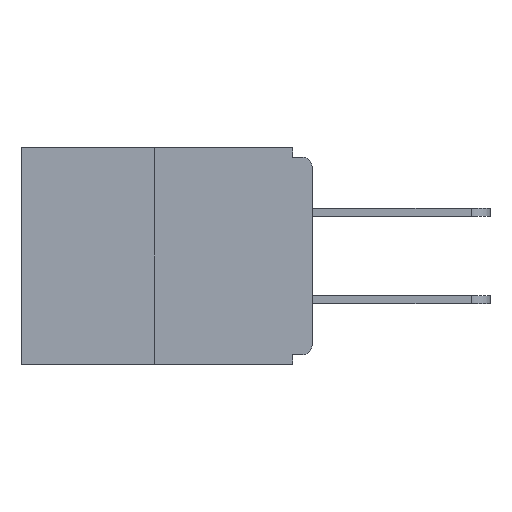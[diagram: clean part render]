
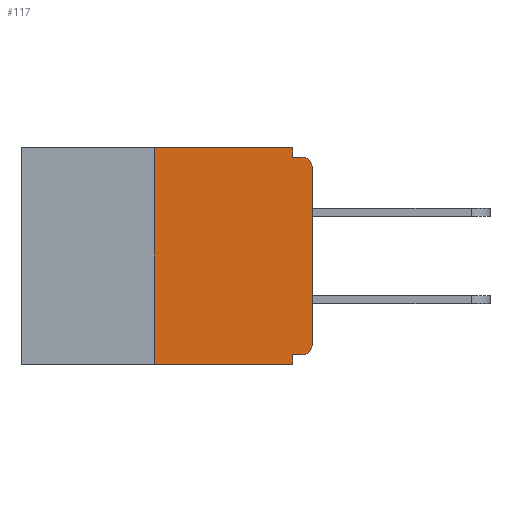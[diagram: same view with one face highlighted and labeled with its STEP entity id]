
A CAD part, left-side view. The second image highlights one B-rep face of the part: STEP entity #117.
In plain terms, the highlighted planar face has unit normal (-1, 0, 0).
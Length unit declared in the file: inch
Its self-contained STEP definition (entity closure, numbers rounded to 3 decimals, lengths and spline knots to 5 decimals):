
#36 = ORIENTED_EDGE ( 'NONE', *, *, #23631, .T. ) ;
#117 = ADVANCED_FACE ( 'NONE', ( #11362 ), #29415, .F. ) ;
#206 = ORIENTED_EDGE ( 'NONE', *, *, #25725, .T. ) ;
#438 = LINE ( 'NONE', #1227, #17542 ) ;
#630 = CARTESIAN_POINT ( 'NONE',  ( 0., 0.031, -0.328 ) ) ;
#1227 = CARTESIAN_POINT ( 'NONE',  ( 0., 0.25, 0. ) ) ;
#1314 = VERTEX_POINT ( 'NONE', #12047 ) ;
#1581 = EDGE_CURVE ( 'NONE', #12110, #7872, #13785, .T. ) ;
#2355 = DIRECTION ( 'NONE',  ( 0., -1., 0. ) ) ;
#2408 = AXIS2_PLACEMENT_3D ( 'NONE', #18601, #4936, #18696 ) ;
#2612 = VERTEX_POINT ( 'NONE', #19837 ) ;
#2806 = LINE ( 'NONE', #5832, #26395 ) ;
#3637 = EDGE_CURVE ( 'NONE', #2612, #11545, #16840, .T. ) ;
#3708 = VECTOR ( 'NONE', #2355, 39.37008 ) ;
#3917 = ORIENTED_EDGE ( 'NONE', *, *, #9920, .F. ) ;
#4510 = ORIENTED_EDGE ( 'NONE', *, *, #27641, .T. ) ;
#4569 = DIRECTION ( 'NONE',  ( -1., 0., 0. ) ) ;
#4850 = CIRCLE ( 'NONE', #9261, 0.015 ) ;
#4936 = DIRECTION ( 'NONE',  ( 1., 0., 0. ) ) ;
#5205 = VECTOR ( 'NONE', #29123, 39.37008 ) ;
#5548 = DIRECTION ( 'NONE',  ( 0., 0., -1. ) ) ;
#5832 = CARTESIAN_POINT ( 'NONE',  ( 0., 0.031, 0. ) ) ;
#6631 = VERTEX_POINT ( 'NONE', #24918 ) ;
#7091 = CARTESIAN_POINT ( 'NONE',  ( 0., 0., -0.03 ) ) ;
#7872 = VERTEX_POINT ( 'NONE', #630 ) ;
#8443 = CARTESIAN_POINT ( 'NONE',  ( 0., 0.031, -0.343 ) ) ;
#8510 = LINE ( 'NONE', #11059, #28171 ) ;
#8516 = ORIENTED_EDGE ( 'NONE', *, *, #13824, .F. ) ;
#8571 = CARTESIAN_POINT ( 'NONE',  ( 0., 0., -0.328 ) ) ;
#8776 = DIRECTION ( 'NONE',  ( 0., 0., -1. ) ) ;
#9230 = DIRECTION ( 'NONE',  ( 0., 0., -1. ) ) ;
#9261 = AXIS2_PLACEMENT_3D ( 'NONE', #25050, #4569, #20535 ) ;
#9713 = VECTOR ( 'NONE', #13596, 39.37008 ) ;
#9920 = EDGE_CURVE ( 'NONE', #7872, #1314, #17695, .T. ) ;
#11059 = CARTESIAN_POINT ( 'NONE',  ( 0., 0., 0. ) ) ;
#11362 = FACE_OUTER_BOUND ( 'NONE', #19626, .T. ) ;
#11393 = CARTESIAN_POINT ( 'NONE',  ( 0., 0.46, 0. ) ) ;
#11545 = VERTEX_POINT ( 'NONE', #13163 ) ;
#12047 = CARTESIAN_POINT ( 'NONE',  ( 0., 0.031, -0.343 ) ) ;
#12110 = VERTEX_POINT ( 'NONE', #12389 ) ;
#12389 = CARTESIAN_POINT ( 'NONE',  ( 0., 0.015, -0.328 ) ) ;
#12393 = VECTOR ( 'NONE', #9230, 39.37008 ) ;
#12784 = ORIENTED_EDGE ( 'NONE', *, *, #3637, .F. ) ;
#13163 = CARTESIAN_POINT ( 'NONE',  ( 0., 0.031, 0. ) ) ;
#13164 = ORIENTED_EDGE ( 'NONE', *, *, #17890, .T. ) ;
#13596 = DIRECTION ( 'NONE',  ( 0., -1., 0. ) ) ;
#13785 = LINE ( 'NONE', #8571, #5205 ) ;
#13824 = EDGE_CURVE ( 'NONE', #27159, #2612, #438, .T. ) ;
#14463 = VECTOR ( 'NONE', #21312, 39.37008 ) ;
#15737 = CARTESIAN_POINT ( 'NONE',  ( 0., 0.015, -0.03 ) ) ;
#16840 = LINE ( 'NONE', #11393, #9713 ) ;
#16864 = CARTESIAN_POINT ( 'NONE',  ( 0., 0.46, -0.343 ) ) ;
#17542 = VECTOR ( 'NONE', #21898, 39.37008 ) ;
#17635 = LINE ( 'NONE', #16864, #14463 ) ;
#17695 = LINE ( 'NONE', #8443, #12393 ) ;
#17775 = ORIENTED_EDGE ( 'NONE', *, *, #23272, .F. ) ;
#17890 = EDGE_CURVE ( 'NONE', #12110, #6631, #4850, .T. ) ;
#18601 = CARTESIAN_POINT ( 'NONE',  ( 0., 0.46, 0. ) ) ;
#18696 = DIRECTION ( 'NONE',  ( 0., 0., -1. ) ) ;
#19018 = LINE ( 'NONE', #25515, #3708 ) ;
#19237 = EDGE_CURVE ( 'NONE', #24119, #22167, #19018, .T. ) ;
#19626 = EDGE_LOOP ( 'NONE', ( #12784, #8516, #206, #3917, #23562, #13164, #4510, #36, #25471, #17775 ) ) ;
#19837 = CARTESIAN_POINT ( 'NONE',  ( 0., 0.25, 0. ) ) ;
#20120 = DIRECTION ( 'NONE',  ( -1., 0., 0. ) ) ;
#20535 = DIRECTION ( 'NONE',  ( 0., 0., -1. ) ) ;
#20998 = CARTESIAN_POINT ( 'NONE',  ( 0., 0.25, -0.343 ) ) ;
#21312 = DIRECTION ( 'NONE',  ( 0., -1., 0. ) ) ;
#21898 = DIRECTION ( 'NONE',  ( 0., 0., 1. ) ) ;
#22167 = VERTEX_POINT ( 'NONE', #24026 ) ;
#22543 = DIRECTION ( 'NONE',  ( 0., 0., 1. ) ) ;
#23154 = CIRCLE ( 'NONE', #24298, 0.015 ) ;
#23272 = EDGE_CURVE ( 'NONE', #11545, #24119, #2806, .T. ) ;
#23562 = ORIENTED_EDGE ( 'NONE', *, *, #1581, .F. ) ;
#23631 = EDGE_CURVE ( 'NONE', #24878, #22167, #23154, .T. ) ;
#24026 = CARTESIAN_POINT ( 'NONE',  ( 0., 0.015, -0.015 ) ) ;
#24119 = VERTEX_POINT ( 'NONE', #29589 ) ;
#24298 = AXIS2_PLACEMENT_3D ( 'NONE', #15737, #20120, #8776 ) ;
#24878 = VERTEX_POINT ( 'NONE', #7091 ) ;
#24918 = CARTESIAN_POINT ( 'NONE',  ( 0., 0., -0.313 ) ) ;
#25050 = CARTESIAN_POINT ( 'NONE',  ( 0., 0.015, -0.313 ) ) ;
#25471 = ORIENTED_EDGE ( 'NONE', *, *, #19237, .F. ) ;
#25515 = CARTESIAN_POINT ( 'NONE',  ( 0., 0., -0.015 ) ) ;
#25725 = EDGE_CURVE ( 'NONE', #27159, #1314, #17635, .T. ) ;
#26395 = VECTOR ( 'NONE', #5548, 39.37008 ) ;
#27159 = VERTEX_POINT ( 'NONE', #20998 ) ;
#27641 = EDGE_CURVE ( 'NONE', #6631, #24878, #8510, .T. ) ;
#28171 = VECTOR ( 'NONE', #22543, 39.37008 ) ;
#29123 = DIRECTION ( 'NONE',  ( 0., 1., 0. ) ) ;
#29415 = PLANE ( 'NONE',  #2408 ) ;
#29589 = CARTESIAN_POINT ( 'NONE',  ( 0., 0.031, -0.015 ) ) ;
